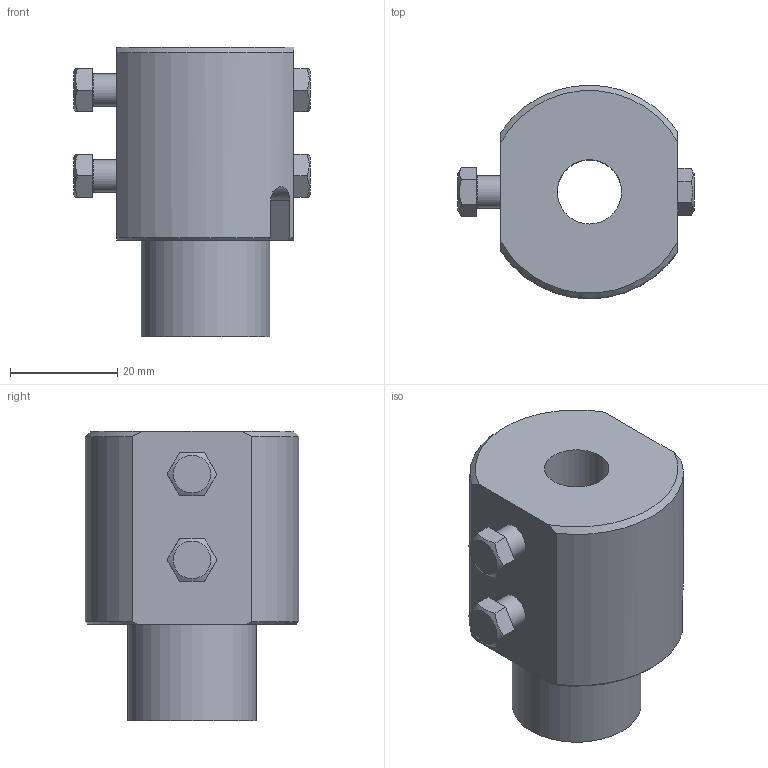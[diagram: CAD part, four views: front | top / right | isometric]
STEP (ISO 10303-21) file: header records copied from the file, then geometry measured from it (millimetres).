
FILE_DESCRIPTION(/* description */ (''),/* implementation_level */ '2;1');
FILE_NAME(/* name */ 'W9990530_stp.stp',/* time_stamp */ '2012-01-12T09:19:12+01:00',/* author */ (''),/* organization */ (''),/* preprocessor_version */ 'ST-DEVELOPER v11',/* originating_system */ 'UGS - NX 5.0',/* authorisation */ '');
FILE_SCHEMA (('AUTOMOTIVE_DESIGN { 1 0 10303 214 1 1 1 1 }'));
Length unit declared in the file: millimetre
Products named in the file (1): reicB724o89f
Bounding box: 44 x 39.8 x 54 mm (x, y, z)
Volume: 43690.9 mm3; surface area: 10500.4 mm2
Topology: 1 solids, 1 shells, 56 faces, 143 edges, 96 vertices
Faces by surface type: plane 38, cone 9, cylinder 7, torus 2
Full cylindrical faces by diameter (mm): 6 x2, 12 x1, 24 x1
Entity records: 1683 total; most frequent: CARTESIAN_POINT 429, ORIENTED_EDGE 250, DIRECTION 229, EDGE_CURVE 125, VERTEX_POINT 88, AXIS2_PLACEMENT_3D 82, EDGE_LOOP 75, LINE 65
